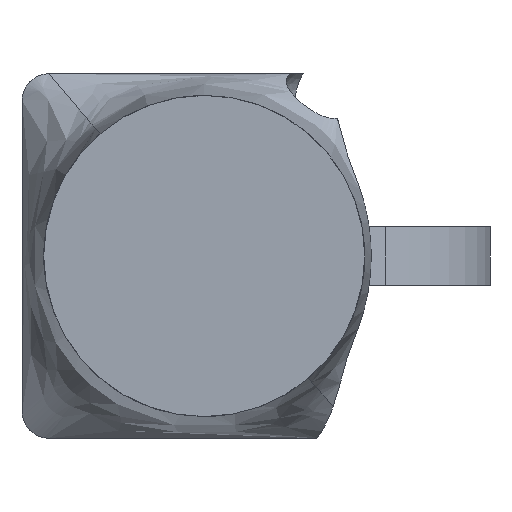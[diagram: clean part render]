
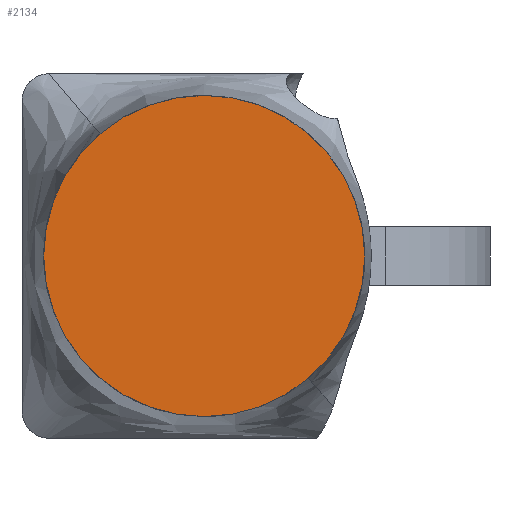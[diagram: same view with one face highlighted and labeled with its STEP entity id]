
A CAD part, front view. The second image highlights one B-rep face of the part: STEP entity #2134.
In plain terms, the highlighted planar face has unit normal (0, -1, 0).
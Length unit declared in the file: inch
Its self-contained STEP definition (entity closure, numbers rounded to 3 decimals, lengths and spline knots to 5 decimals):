
#340 = ORIENTED_EDGE ( 'NONE', *, *, #3470, .F. ) ;
#606 = DIRECTION ( 'NONE',  ( 0., 1., 0. ) ) ;
#687 = AXIS2_PLACEMENT_3D ( 'NONE', #2887, #1322, #2555 ) ;
#691 = VERTEX_POINT ( 'NONE', #1104 ) ;
#1104 = CARTESIAN_POINT ( 'NONE',  ( -16.17775, -19.13779, -3.16255 ) ) ;
#1133 = EDGE_LOOP ( 'NONE', ( #2078, #340 ) ) ;
#1227 = AXIS2_PLACEMENT_3D ( 'NONE', #1289, #2498, #3754 ) ;
#1289 = CARTESIAN_POINT ( 'NONE',  ( -16.17775, -19.13779, 0. ) ) ;
#1322 = DIRECTION ( 'NONE',  ( 0., 1., 0. ) ) ;
#1392 = AXIS2_PLACEMENT_3D ( 'NONE', #2183, #606, #2524 ) ;
#2078 = ORIENTED_EDGE ( 'NONE', *, *, #3432, .F. ) ;
#2134 = ADVANCED_FACE ( 'NONE', ( #2676 ), #3850, .F. ) ;
#2183 = CARTESIAN_POINT ( 'NONE',  ( -16.17775, -19.13779, 0. ) ) ;
#2498 = DIRECTION ( 'NONE',  ( 0., 1., 0. ) ) ;
#2524 = DIRECTION ( 'NONE',  ( 0., 0., 1. ) ) ;
#2555 = DIRECTION ( 'NONE',  ( 0., 0., 1. ) ) ;
#2676 = FACE_OUTER_BOUND ( 'NONE', #1133, .T. ) ;
#2864 = VERTEX_POINT ( 'NONE', #3786 ) ;
#2887 = CARTESIAN_POINT ( 'NONE',  ( -13.0152, -19.13779, 0. ) ) ;
#3372 = CIRCLE ( 'NONE', #1227, 3.16255 ) ;
#3432 = EDGE_CURVE ( 'NONE', #2864, #691, #3372, .T. ) ;
#3470 = EDGE_CURVE ( 'NONE', #691, #2864, #3771, .T. ) ;
#3754 = DIRECTION ( 'NONE',  ( 0., 0., 1. ) ) ;
#3771 = CIRCLE ( 'NONE', #1392, 3.16255 ) ;
#3786 = CARTESIAN_POINT ( 'NONE',  ( -16.17775, -19.13779, 3.16255 ) ) ;
#3850 = PLANE ( 'NONE',  #687 ) ;
